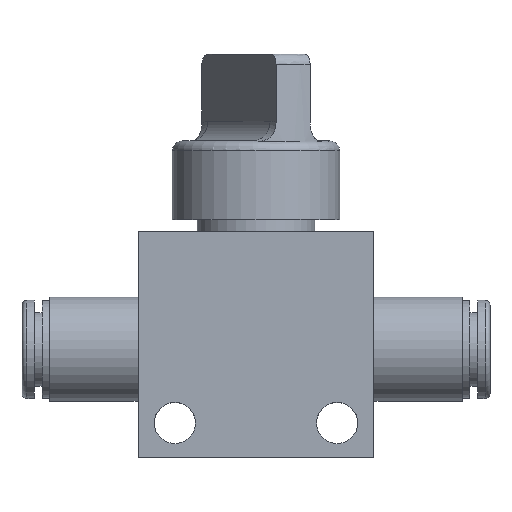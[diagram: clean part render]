
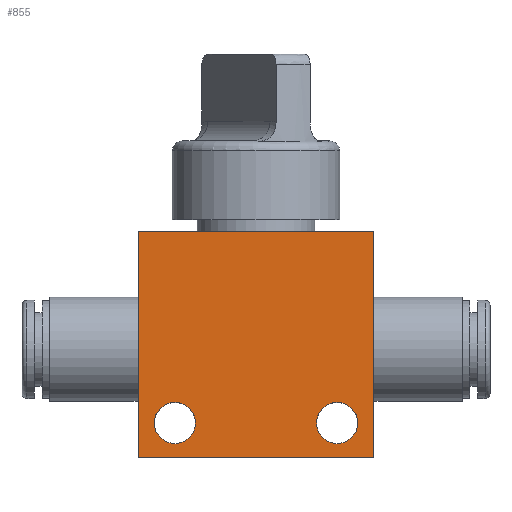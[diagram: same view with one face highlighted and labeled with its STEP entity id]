
A CAD part, top view. The second image highlights one B-rep face of the part: STEP entity #855.
In plain terms, the highlighted planar face has unit normal (0, 0, 1).
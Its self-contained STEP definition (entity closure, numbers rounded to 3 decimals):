
#35=FACE_BOUND('',#264,.T.);
#36=FACE_BOUND('',#265,.T.);
#74=PLANE('',#1054);
#106=LINE('',#1790,#141);
#110=LINE('',#1797,#145);
#112=LINE('',#1802,#147);
#115=LINE('',#1806,#150);
#141=VECTOR('',#1304,24.);
#145=VECTOR('',#1310,23.);
#147=VECTOR('',#1314,23.);
#150=VECTOR('',#1319,24.);
#208=FACE_OUTER_BOUND('',#263,.T.);
#263=EDGE_LOOP('',(#781,#782,#783,#784));
#264=EDGE_LOOP('',(#785,#786));
#265=EDGE_LOOP('',(#787,#788));
#318=CIRCLE('',#1018,2.1);
#319=CIRCLE('',#1019,2.1);
#322=CIRCLE('',#1023,2.1);
#323=CIRCLE('',#1024,2.1);
#414=VERTEX_POINT('',#1718);
#415=VERTEX_POINT('',#1720);
#418=VERTEX_POINT('',#1728);
#419=VERTEX_POINT('',#1730);
#442=VERTEX_POINT('',#1787);
#443=VERTEX_POINT('',#1789);
#445=VERTEX_POINT('',#1795);
#447=VERTEX_POINT('',#1801);
#525=EDGE_CURVE('',#414,#415,#318,.T.);
#526=EDGE_CURVE('',#415,#414,#319,.T.);
#530=EDGE_CURVE('',#418,#419,#322,.T.);
#531=EDGE_CURVE('',#419,#418,#323,.T.);
#559=EDGE_CURVE('',#443,#442,#106,.T.);
#563=EDGE_CURVE('',#442,#445,#110,.T.);
#565=EDGE_CURVE('',#447,#443,#112,.T.);
#568=EDGE_CURVE('',#445,#447,#115,.T.);
#781=ORIENTED_EDGE('',*,*,#563,.T.);
#782=ORIENTED_EDGE('',*,*,#568,.T.);
#783=ORIENTED_EDGE('',*,*,#565,.T.);
#784=ORIENTED_EDGE('',*,*,#559,.T.);
#785=ORIENTED_EDGE('',*,*,#531,.F.);
#786=ORIENTED_EDGE('',*,*,#530,.F.);
#787=ORIENTED_EDGE('',*,*,#526,.F.);
#788=ORIENTED_EDGE('',*,*,#525,.F.);
#855=ADVANCED_FACE('',(#208,#35,#36),#74,.F.);
#1018=AXIS2_PLACEMENT_3D('',#1721,#1230,#1231);
#1019=AXIS2_PLACEMENT_3D('',#1722,#1232,#1233);
#1023=AXIS2_PLACEMENT_3D('',#1731,#1241,#1242);
#1024=AXIS2_PLACEMENT_3D('',#1732,#1243,#1244);
#1054=AXIS2_PLACEMENT_3D('',#1807,#1320,#1321);
#1230=DIRECTION('center_axis',(0.,0.,1.));
#1231=DIRECTION('ref_axis',(-1.,0.,0.));
#1232=DIRECTION('center_axis',(0.,0.,1.));
#1233=DIRECTION('ref_axis',(-1.,0.,0.));
#1241=DIRECTION('center_axis',(0.,0.,1.));
#1242=DIRECTION('ref_axis',(1.,0.,0.));
#1243=DIRECTION('center_axis',(0.,0.,1.));
#1244=DIRECTION('ref_axis',(1.,0.,0.));
#1304=DIRECTION('',(-1.,0.,0.));
#1310=DIRECTION('',(0.,-1.,0.));
#1314=DIRECTION('',(0.,1.,0.));
#1319=DIRECTION('',(1.,0.,0.));
#1320=DIRECTION('center_axis',(0.,0.,-1.));
#1321=DIRECTION('ref_axis',(-1.,0.,0.));
#1718=CARTESIAN_POINT('',(6.15,-7.5,9.));
#1720=CARTESIAN_POINT('',(10.35,-7.5,9.));
#1721=CARTESIAN_POINT('Origin',(8.25,-7.5,9.));
#1722=CARTESIAN_POINT('Origin',(8.25,-7.5,9.));
#1728=CARTESIAN_POINT('',(-10.35,-7.5,9.));
#1730=CARTESIAN_POINT('',(-6.15,-7.5,9.));
#1731=CARTESIAN_POINT('Origin',(-8.25,-7.5,9.));
#1732=CARTESIAN_POINT('Origin',(-8.25,-7.5,9.));
#1787=CARTESIAN_POINT('',(-12.,12.,9.));
#1789=CARTESIAN_POINT('',(12.,12.,9.));
#1790=CARTESIAN_POINT('',(12.,12.,9.));
#1795=CARTESIAN_POINT('',(-12.,-11.,9.));
#1797=CARTESIAN_POINT('',(-12.,12.,9.));
#1801=CARTESIAN_POINT('',(12.,-11.,9.));
#1802=CARTESIAN_POINT('',(12.,-11.,9.));
#1806=CARTESIAN_POINT('',(-12.,-11.,9.));
#1807=CARTESIAN_POINT('Origin',(-12.,12.,9.));
